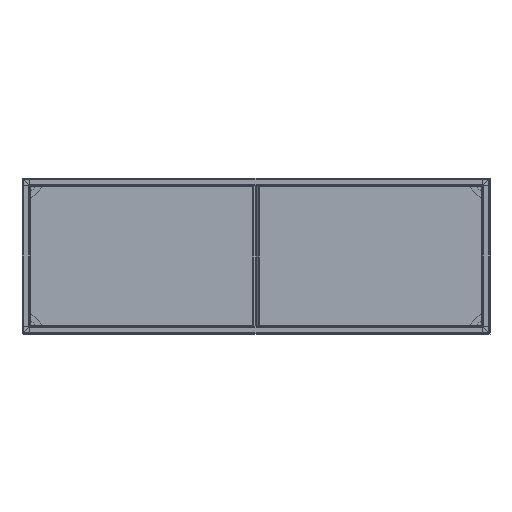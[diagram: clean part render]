
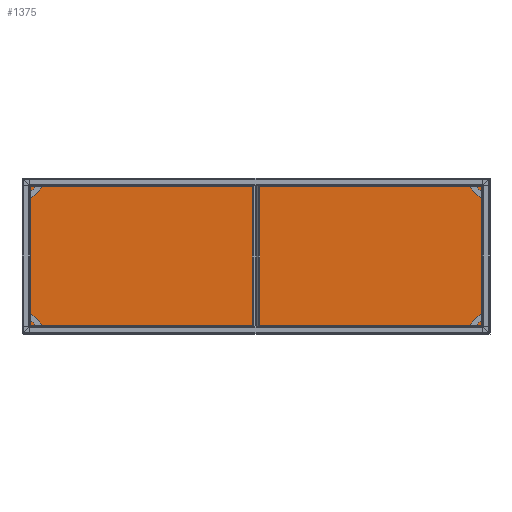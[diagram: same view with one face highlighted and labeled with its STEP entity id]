
A CAD part, front view. The second image highlights one B-rep face of the part: STEP entity #1375.
In plain terms, the highlighted planar face has unit normal (0, -1, 0).
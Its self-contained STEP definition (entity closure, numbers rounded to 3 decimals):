
#293 = CARTESIAN_POINT ( 'NONE',  ( 867.5, -715., -267.5 ) ) ;
#698 = LINE ( 'NONE', #7493, #6189 ) ;
#1153 = AXIS2_PLACEMENT_3D ( 'NONE', #3154, #2711, #1536 ) ;
#1375 = ADVANCED_FACE ( 'NONE', ( #8125 ), #1594, .T. ) ;
#1536 = DIRECTION ( 'NONE',  ( 1., 0., 0. ) ) ;
#1594 = PLANE ( 'NONE',  #1153 ) ;
#1693 = CARTESIAN_POINT ( 'NONE',  ( 867.5, -715., -267.5 ) ) ;
#1806 = ORIENTED_EDGE ( 'NONE', *, *, #4023, .F. ) ;
#1900 = VERTEX_POINT ( 'NONE', #1693 ) ;
#2246 = CARTESIAN_POINT ( 'NONE',  ( 867.5, -715., 267.5 ) ) ;
#2637 = DIRECTION ( 'NONE',  ( 0., 0., 1. ) ) ;
#2639 = EDGE_LOOP ( 'NONE', ( #7056, #1806, #8352, #2786 ) ) ;
#2653 = CARTESIAN_POINT ( 'NONE',  ( 867.5, -715., 267.5 ) ) ;
#2711 = DIRECTION ( 'NONE',  ( 0., -1., 0. ) ) ;
#2786 = ORIENTED_EDGE ( 'NONE', *, *, #3913, .F. ) ;
#3154 = CARTESIAN_POINT ( 'NONE',  ( 0., -715., 0. ) ) ;
#3560 = CARTESIAN_POINT ( 'NONE',  ( -867.5, -715., 267.5 ) ) ;
#3591 = VERTEX_POINT ( 'NONE', #3901 ) ;
#3683 = EDGE_CURVE ( 'NONE', #3591, #7873, #5888, .T. ) ;
#3745 = DIRECTION ( 'NONE',  ( -1., 0., 0. ) ) ;
#3748 = VECTOR ( 'NONE', #6350, 1000. ) ;
#3901 = CARTESIAN_POINT ( 'NONE',  ( -867.5, -715., -267.5 ) ) ;
#3913 = EDGE_CURVE ( 'NONE', #7873, #7686, #5776, .T. ) ;
#4023 = EDGE_CURVE ( 'NONE', #1900, #3591, #8111, .T. ) ;
#4272 = EDGE_CURVE ( 'NONE', #7686, #1900, #698, .T. ) ;
#5364 = CARTESIAN_POINT ( 'NONE',  ( -867.5, -715., 267.5 ) ) ;
#5776 = LINE ( 'NONE', #2246, #3748 ) ;
#5888 = LINE ( 'NONE', #5364, #7910 ) ;
#6189 = VECTOR ( 'NONE', #8176, 1000. ) ;
#6310 = VECTOR ( 'NONE', #3745, 1000. ) ;
#6350 = DIRECTION ( 'NONE',  ( 1., 0., 0. ) ) ;
#7056 = ORIENTED_EDGE ( 'NONE', *, *, #3683, .F. ) ;
#7493 = CARTESIAN_POINT ( 'NONE',  ( 867.5, -715., 267.5 ) ) ;
#7686 = VERTEX_POINT ( 'NONE', #2653 ) ;
#7873 = VERTEX_POINT ( 'NONE', #3560 ) ;
#7910 = VECTOR ( 'NONE', #2637, 1000. ) ;
#8111 = LINE ( 'NONE', #293, #6310 ) ;
#8125 = FACE_OUTER_BOUND ( 'NONE', #2639, .T. ) ;
#8176 = DIRECTION ( 'NONE',  ( 0., 0., -1. ) ) ;
#8352 = ORIENTED_EDGE ( 'NONE', *, *, #4272, .F. ) ;
